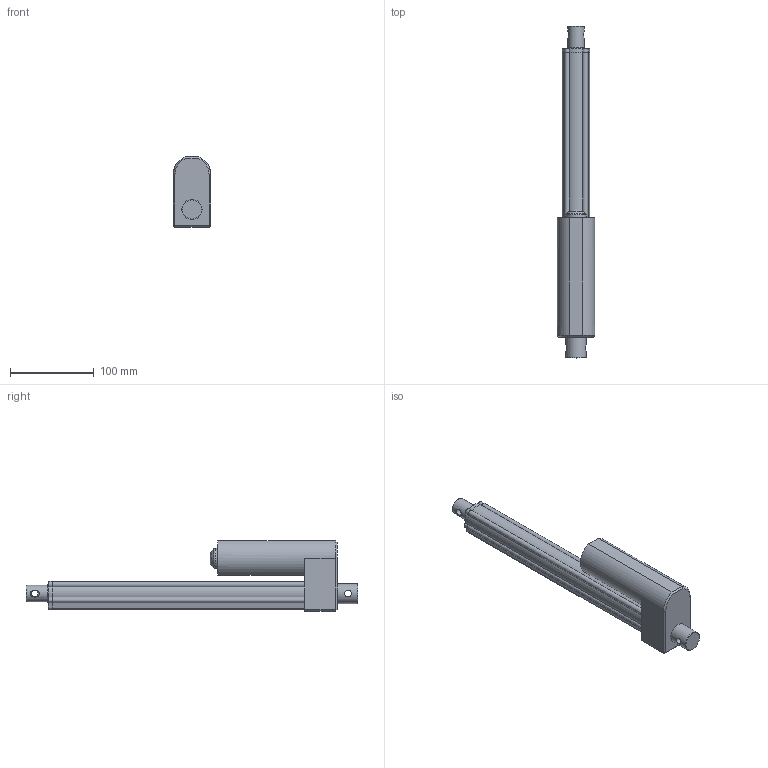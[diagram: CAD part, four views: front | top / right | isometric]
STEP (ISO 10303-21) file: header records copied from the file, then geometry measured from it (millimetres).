
FILE_DESCRIPTION((''),'2;1');
FILE_NAME('ARMA.33.000.00.P1.stp','2021-04-21T12:32:41',('arma03'),(''),'Autodesk Inventor 2013','Autodesk Inventor 2013','');
FILE_SCHEMA(('AUTOMOTIVE_DESIGN { 1 0 10303 214 1 1 1 1 }'));
Length unit declared in the file: millimetre
Products named in the file (5): ARMA.33.000.00; ARMA.33.000.03; ARMA.33.000.04; ARMA.33.000.11; ARMA.33.000.12
Assembly tree (4 placements, depth 2):
  ARMA.33.000.00
    ARMA.33.000.03
    ARMA.33.000.04
    ARMA.33.000.11
    ARMA.33.000.12
Bounding box: 45 x 397.5 x 84 mm (x, y, z)
Volume: 608819.5 mm3; surface area: 77769.7 mm2
Topology: 4 solids, 4 shells, 112 faces, 288 edges, 183 vertices
Faces by surface type: plane 49, cylinder 42, torus 11, cone 9, bspline 1
Full cylindrical faces by diameter (mm): 8 x2, 20 x1, 24 x2
Entity records: 3884 total; most frequent: CARTESIAN_POINT 1033, DIRECTION 602, ORIENTED_EDGE 538, EDGE_CURVE 269, AXIS2_PLACEMENT_3D 239, VERTEX_POINT 181, EDGE_LOOP 140, VECTOR 124
